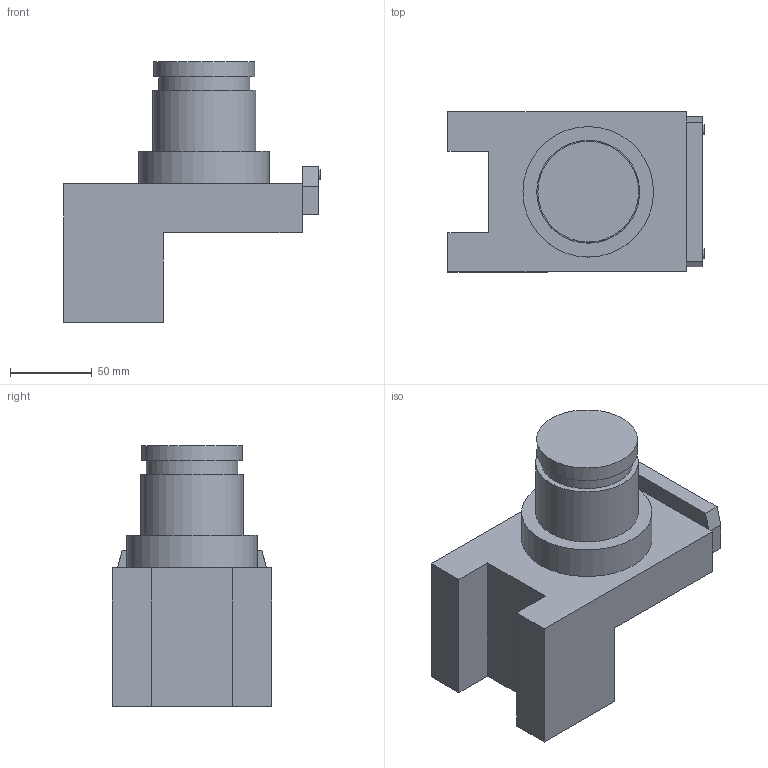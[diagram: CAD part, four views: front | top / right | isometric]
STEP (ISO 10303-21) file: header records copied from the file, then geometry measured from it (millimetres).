
FILE_DESCRIPTION(/* description */ (''),/* implementation_level */ '2;1');
FILE_NAME(/* name */ '1548389353846.stp',/* time_stamp */ '2019-01-25T09:39:31+05:00',/* author */ (''),/* organization */ ('SMS'),/* preprocessor_version */ 'ST-DEVELOPER v15',/* originating_system */ 'SIEMENS PLM Software NX 8.5',/* authorisation */ '');
FILE_SCHEMA (('AUTOMOTIVE_DESIGN { 1 0 10303 214 3 1 1 1 }'));
Length unit declared in the file: millimetre
Products named in the file (1): 201821129mod000_01
Bounding box: 157 x 98 x 160 mm (x, y, z)
Volume: 944515.9 mm3; surface area: 83547 mm2
Topology: 1 solids, 1 shells, 32 faces, 70 edges, 49 vertices
Faces by surface type: plane 26, cylinder 6
Full cylindrical faces by diameter (mm): 6 x2, 56 x1, 61.8 x1, 63.08 x1, 80 x1
Entity records: 909 total; most frequent: CARTESIAN_POINT 149, DIRECTION 148, ORIENTED_EDGE 128, EDGE_CURVE 64, LINE 52, VECTOR 52, AXIS2_PLACEMENT_3D 48, VERTEX_POINT 46
